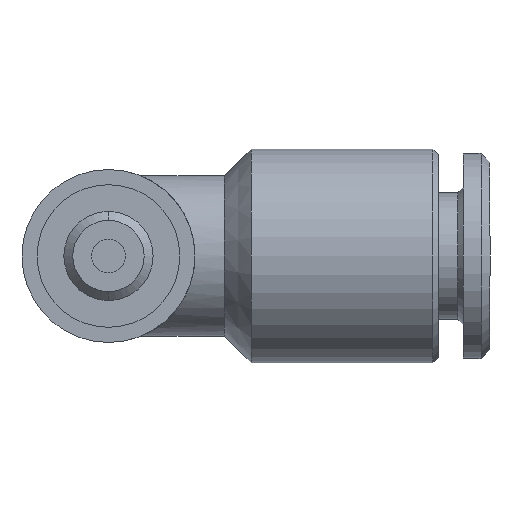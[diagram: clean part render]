
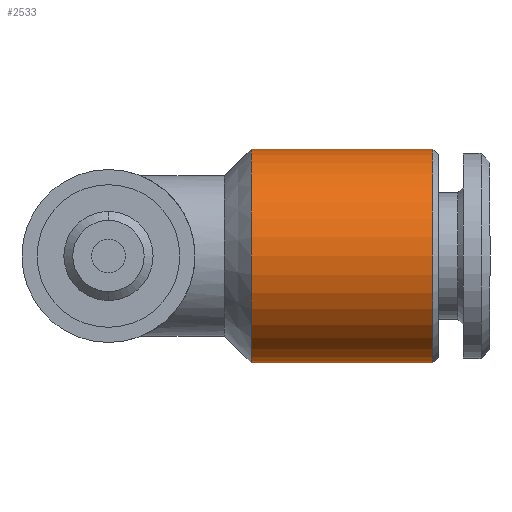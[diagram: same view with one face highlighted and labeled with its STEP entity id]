
A CAD part, front view. The second image highlights one B-rep face of the part: STEP entity #2533.
In plain terms, the highlighted cylindrical face has radius 6 mm (diameter 12 mm), a partial arc.
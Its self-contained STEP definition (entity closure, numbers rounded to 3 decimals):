
#16 = VERTEX_POINT ( 'NONE', #734 ) ;
#25 = VERTEX_POINT ( 'NONE', #741 ) ;
#41 = VERTEX_POINT ( 'NONE', #711 ) ;
#75 = VERTEX_POINT ( 'NONE', #864 ) ;
#142 = EDGE_CURVE ( 'NONE', #75, #16, #1202, .T. ) ;
#143 = EDGE_CURVE ( 'NONE', #41, #25, #1134, .T. ) ;
#711 = CARTESIAN_POINT ( 'NONE',  ( 18.2, 12., -6. ) ) ;
#734 = CARTESIAN_POINT ( 'NONE',  ( 8., 12., 6. ) ) ;
#741 = CARTESIAN_POINT ( 'NONE',  ( 8., 12., -6. ) ) ;
#864 = CARTESIAN_POINT ( 'NONE',  ( 18.2, 12., 6. ) ) ;
#1134 = LINE ( 'NONE', #1179, #1178 ) ;
#1145 = CARTESIAN_POINT ( 'NONE',  ( -5.577, 12., 6. ) ) ;
#1153 = VECTOR ( 'NONE', #1154, 1000. ) ;
#1154 = DIRECTION ( 'NONE',  ( -1., 0., 0. ) ) ;
#1163 = DIRECTION ( 'NONE',  ( -1., 0., 0. ) ) ;
#1178 = VECTOR ( 'NONE', #1163, 1000. ) ;
#1179 = CARTESIAN_POINT ( 'NONE',  ( -5.577, 12., -6. ) ) ;
#1202 = LINE ( 'NONE', #1145, #1153 ) ;
#2217 = DIRECTION ( 'NONE',  ( 0., 0., 1. ) ) ;
#2233 = CARTESIAN_POINT ( 'NONE',  ( 18.2, 12., 0. ) ) ;
#2234 = DIRECTION ( 'NONE',  ( -1., 0., 0. ) ) ;
#2270 = CIRCLE ( 'NONE', #2282, 6. ) ;
#2282 = AXIS2_PLACEMENT_3D ( 'NONE', #2233, #2234, #2217 ) ;
#2339 = CARTESIAN_POINT ( 'NONE',  ( 8., 12., 0. ) ) ;
#2340 = AXIS2_PLACEMENT_3D ( 'NONE', #2339, #2416, #2415 ) ;
#2341 = CIRCLE ( 'NONE', #2340, 6. ) ;
#2342 = DIRECTION ( 'NONE',  ( 0., 0., 1. ) ) ;
#2362 = FACE_OUTER_BOUND ( 'NONE', #2503, .T. ) ;
#2415 = DIRECTION ( 'NONE',  ( 0., 0., 1. ) ) ;
#2416 = DIRECTION ( 'NONE',  ( -1., 0., 0. ) ) ;
#2417 = AXIS2_PLACEMENT_3D ( 'NONE', #2422, #2421, #2342 ) ;
#2420 = CYLINDRICAL_SURFACE ( 'NONE', #2417, 6. ) ;
#2421 = DIRECTION ( 'NONE',  ( -1., 0., 0. ) ) ;
#2422 = CARTESIAN_POINT ( 'NONE',  ( -5.577, 12., 0. ) ) ;
#2469 = ORIENTED_EDGE ( 'NONE', *, *, #142, .T. ) ;
#2474 = ORIENTED_EDGE ( 'NONE', *, *, #2536, .F. ) ;
#2475 = EDGE_CURVE ( 'NONE', #41, #75, #2270, .T. ) ;
#2503 = EDGE_LOOP ( 'NONE', ( #2535, #2534, #2469, #2474 ) ) ;
#2533 = ADVANCED_FACE ( 'NONE', ( #2362 ), #2420, .T. ) ;
#2534 = ORIENTED_EDGE ( 'NONE', *, *, #2475, .T. ) ;
#2535 = ORIENTED_EDGE ( 'NONE', *, *, #143, .F. ) ;
#2536 = EDGE_CURVE ( 'NONE', #25, #16, #2341, .T. ) ;
